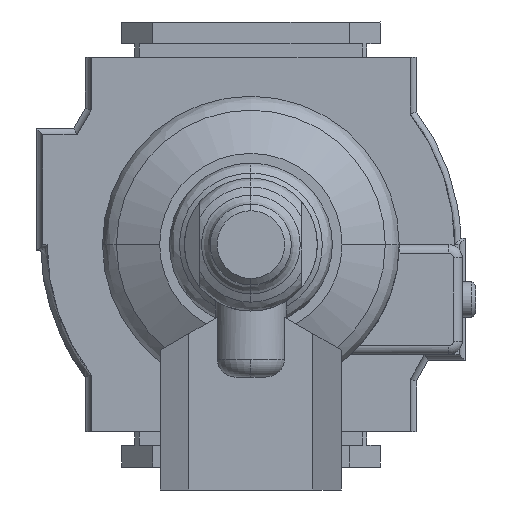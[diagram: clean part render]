
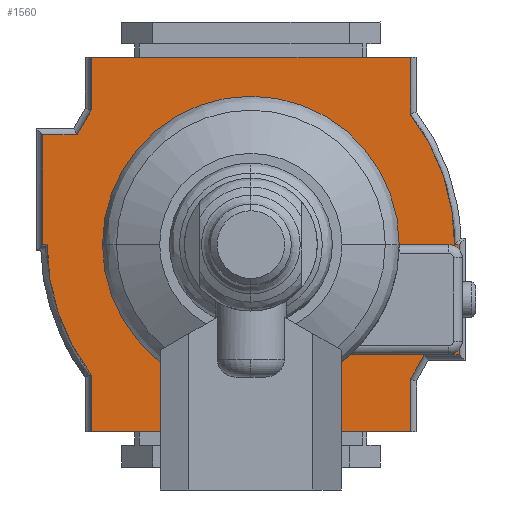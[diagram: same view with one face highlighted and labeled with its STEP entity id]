
A CAD part, front view. The second image highlights one B-rep face of the part: STEP entity #1560.
In plain terms, the highlighted face is planar.
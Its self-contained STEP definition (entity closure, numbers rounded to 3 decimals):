
#3 = ORIENTED_EDGE ( 'NONE', *, *, #786, .F. ) ;
#5 = PLANE ( 'NONE',  #8493 ) ;
#23 = VERTEX_POINT ( 'NONE', #3402 ) ;
#52 = LINE ( 'NONE', #4298, #8173 ) ;
#65 = LINE ( 'NONE', #6954, #3470 ) ;
#103 = CARTESIAN_POINT ( 'NONE',  ( -19.6, 30.9, -12.4 ) ) ;
#111 = CARTESIAN_POINT ( 'NONE',  ( 23., 30.9, 0. ) ) ;
#217 = CIRCLE ( 'NONE', #5964, 24.2 ) ;
#438 = ORIENTED_EDGE ( 'NONE', *, *, #6911, .F. ) ;
#547 = ORIENTED_EDGE ( 'NONE', *, *, #2706, .F. ) ;
#549 = CIRCLE ( 'NONE', #4718, 24.2 ) ;
#564 = VERTEX_POINT ( 'NONE', #7654 ) ;
#593 = DIRECTION ( 'NONE',  ( 0., 1., 0. ) ) ;
#690 = VECTOR ( 'NONE', #6070, 1000. ) ;
#695 = DIRECTION ( 'NONE',  ( -1., 0., 0. ) ) ;
#731 = ORIENTED_EDGE ( 'NONE', *, *, #8618, .F. ) ;
#786 = EDGE_CURVE ( 'NONE', #4726, #8061, #6706, .T. ) ;
#838 = DIRECTION ( 'NONE',  ( 0., 0., 1. ) ) ;
#945 = CARTESIAN_POINT ( 'NONE',  ( -23.5, 30.9, -12.4 ) ) ;
#1077 = EDGE_CURVE ( 'NONE', #4134, #6548, #5122, .T. ) ;
#1115 = DIRECTION ( 'NONE',  ( 1., 0., 0. ) ) ;
#1170 = EDGE_CURVE ( 'NONE', #6298, #3705, #217, .T. ) ;
#1244 = CARTESIAN_POINT ( 'NONE',  ( 1.2, 30.9, 0. ) ) ;
#1312 = CARTESIAN_POINT ( 'NONE',  ( -19.6, 30.9, -12.4 ) ) ;
#1345 = VECTOR ( 'NONE', #8377, 1000. ) ;
#1461 = VERTEX_POINT ( 'NONE', #6274 ) ;
#1486 = DIRECTION ( 'NONE',  ( 1., 0., 0. ) ) ;
#1490 = EDGE_CURVE ( 'NONE', #8061, #4388, #4437, .T. ) ;
#1559 = LINE ( 'NONE', #7083, #8562 ) ;
#1560 = ADVANCED_FACE ( 'NONE', ( #2121 ), #5, .T. ) ;
#1561 = CARTESIAN_POINT ( 'NONE',  ( -18., 30.9, 14.731 ) ) ;
#1634 = ORIENTED_EDGE ( 'NONE', *, *, #1490, .F. ) ;
#1803 = EDGE_CURVE ( 'NONE', #3705, #1461, #3970, .T. ) ;
#1905 = LINE ( 'NONE', #5941, #6005 ) ;
#2059 = CARTESIAN_POINT ( 'NONE',  ( 18., 30.9, 21.125 ) ) ;
#2121 = FACE_OUTER_BOUND ( 'NONE', #4189, .T. ) ;
#2185 = VECTOR ( 'NONE', #838, 1000. ) ;
#2288 = VECTOR ( 'NONE', #1115, 1000. ) ;
#2480 = ORIENTED_EDGE ( 'NONE', *, *, #4126, .F. ) ;
#2508 = DIRECTION ( 'NONE',  ( 0., 0., 1. ) ) ;
#2549 = ORIENTED_EDGE ( 'NONE', *, *, #2806, .F. ) ;
#2551 = CARTESIAN_POINT ( 'NONE',  ( -23.5, 30.9, 0. ) ) ;
#2606 = LINE ( 'NONE', #1312, #4085 ) ;
#2661 = CARTESIAN_POINT ( 'NONE',  ( -18., 30.9, -21.125 ) ) ;
#2706 = EDGE_CURVE ( 'NONE', #1461, #5999, #3422, .T. ) ;
#2723 = DIRECTION ( 'NONE',  ( 0., 0., 1. ) ) ;
#2788 = CARTESIAN_POINT ( 'NONE',  ( 18., 30.9, 15.2 ) ) ;
#2806 = EDGE_CURVE ( 'NONE', #3007, #564, #6661, .T. ) ;
#2857 = VECTOR ( 'NONE', #2508, 1000. ) ;
#2995 = DIRECTION ( 'NONE',  ( 0., 0., -1. ) ) ;
#3007 = VERTEX_POINT ( 'NONE', #7102 ) ;
#3365 = DIRECTION ( 'NONE',  ( 0., -1., 0. ) ) ;
#3402 = CARTESIAN_POINT ( 'NONE',  ( -23., 30.9, 0. ) ) ;
#3407 = CARTESIAN_POINT ( 'NONE',  ( 19.6, 30.9, 12.4 ) ) ;
#3422 = LINE ( 'NONE', #7376, #2857 ) ;
#3470 = VECTOR ( 'NONE', #695, 1000. ) ;
#3651 = CARTESIAN_POINT ( 'NONE',  ( -18., 30.9, 21.125 ) ) ;
#3705 = VERTEX_POINT ( 'NONE', #111 ) ;
#3876 = ORIENTED_EDGE ( 'NONE', *, *, #8610, .F. ) ;
#3970 = LINE ( 'NONE', #6026, #4957 ) ;
#4023 = ORIENTED_EDGE ( 'NONE', *, *, #1803, .F. ) ;
#4085 = VECTOR ( 'NONE', #5470, 1000. ) ;
#4126 = EDGE_CURVE ( 'NONE', #6523, #8905, #1559, .T. ) ;
#4134 = VERTEX_POINT ( 'NONE', #7169 ) ;
#4150 = CARTESIAN_POINT ( 'NONE',  ( -1.2, 30.9, 0. ) ) ;
#4189 = EDGE_LOOP ( 'NONE', ( #4023, #6488, #7858, #2549, #438, #7249, #4524, #7177, #5237, #731, #2480, #4547, #1634, #3, #3876, #547 ) ) ;
#4298 = CARTESIAN_POINT ( 'NONE',  ( 18., 30.9, 21.125 ) ) ;
#4388 = VERTEX_POINT ( 'NONE', #2059 ) ;
#4437 = LINE ( 'NONE', #8353, #2185 ) ;
#4524 = ORIENTED_EDGE ( 'NONE', *, *, #7882, .F. ) ;
#4530 = CARTESIAN_POINT ( 'NONE',  ( -23.5, 30.9, -12.4 ) ) ;
#4547 = ORIENTED_EDGE ( 'NONE', *, *, #8718, .F. ) ;
#4620 = EDGE_CURVE ( 'NONE', #564, #6298, #5678, .T. ) ;
#4718 = AXIS2_PLACEMENT_3D ( 'NONE', #1244, #8015, #4727 ) ;
#4726 = VERTEX_POINT ( 'NONE', #3407 ) ;
#4727 = DIRECTION ( 'NONE',  ( -1., 0., 0. ) ) ;
#4819 = DIRECTION ( 'NONE',  ( -1., 0., 0. ) ) ;
#4925 = CARTESIAN_POINT ( 'NONE',  ( 18., 30.9, -21.125 ) ) ;
#4957 = VECTOR ( 'NONE', #6888, 1000. ) ;
#5076 = DIRECTION ( 'NONE',  ( 0., 0., -1. ) ) ;
#5122 = LINE ( 'NONE', #2551, #7075 ) ;
#5237 = ORIENTED_EDGE ( 'NONE', *, *, #5868, .F. ) ;
#5470 = DIRECTION ( 'NONE',  ( 0.496, 0., -0.868 ) ) ;
#5587 = DIRECTION ( 'NONE',  ( 0., 0., 1. ) ) ;
#5678 = LINE ( 'NONE', #4925, #7266 ) ;
#5749 = CARTESIAN_POINT ( 'NONE',  ( 18., 30.9, -14.731 ) ) ;
#5868 = EDGE_CURVE ( 'NONE', #23, #4134, #65, .T. ) ;
#5941 = CARTESIAN_POINT ( 'NONE',  ( 23.5, 30.9, 12.4 ) ) ;
#5964 = AXIS2_PLACEMENT_3D ( 'NONE', #4150, #3365, #1486 ) ;
#5999 = VERTEX_POINT ( 'NONE', #7040 ) ;
#6005 = VECTOR ( 'NONE', #8692, 1000. ) ;
#6026 = CARTESIAN_POINT ( 'NONE',  ( 23., 30.9, 0. ) ) ;
#6070 = DIRECTION ( 'NONE',  ( 1., 0., 0. ) ) ;
#6165 = LINE ( 'NONE', #6720, #1345 ) ;
#6251 = CARTESIAN_POINT ( 'NONE',  ( 19.6, 30.9, 12.4 ) ) ;
#6274 = CARTESIAN_POINT ( 'NONE',  ( 23.5, 30.9, 0. ) ) ;
#6298 = VERTEX_POINT ( 'NONE', #5749 ) ;
#6322 = VERTEX_POINT ( 'NONE', #7905 ) ;
#6488 = ORIENTED_EDGE ( 'NONE', *, *, #1170, .F. ) ;
#6523 = VERTEX_POINT ( 'NONE', #3651 ) ;
#6548 = VERTEX_POINT ( 'NONE', #945 ) ;
#6661 = LINE ( 'NONE', #2661, #690 ) ;
#6706 = LINE ( 'NONE', #6251, #6940 ) ;
#6720 = CARTESIAN_POINT ( 'NONE',  ( -18., 30.9, -15.2 ) ) ;
#6758 = CARTESIAN_POINT ( 'NONE',  ( 0., 30.9, 0. ) ) ;
#6805 = EDGE_CURVE ( 'NONE', #8456, #6322, #2606, .T. ) ;
#6888 = DIRECTION ( 'NONE',  ( 1., 0., 0. ) ) ;
#6911 = EDGE_CURVE ( 'NONE', #6322, #3007, #6165, .T. ) ;
#6940 = VECTOR ( 'NONE', #7722, 1000. ) ;
#6954 = CARTESIAN_POINT ( 'NONE',  ( -23., 30.9, 0. ) ) ;
#7040 = CARTESIAN_POINT ( 'NONE',  ( 23.5, 30.9, 12.4 ) ) ;
#7075 = VECTOR ( 'NONE', #5076, 1000. ) ;
#7083 = CARTESIAN_POINT ( 'NONE',  ( -18., 30.9, 21.125 ) ) ;
#7102 = CARTESIAN_POINT ( 'NONE',  ( -18., 30.9, -21.125 ) ) ;
#7169 = CARTESIAN_POINT ( 'NONE',  ( -23.5, 30.9, 0. ) ) ;
#7177 = ORIENTED_EDGE ( 'NONE', *, *, #1077, .F. ) ;
#7249 = ORIENTED_EDGE ( 'NONE', *, *, #6805, .F. ) ;
#7266 = VECTOR ( 'NONE', #5587, 1000. ) ;
#7376 = CARTESIAN_POINT ( 'NONE',  ( 23.5, 30.9, 0. ) ) ;
#7654 = CARTESIAN_POINT ( 'NONE',  ( 18., 30.9, -21.125 ) ) ;
#7722 = DIRECTION ( 'NONE',  ( -0.496, 0., 0.868 ) ) ;
#7858 = ORIENTED_EDGE ( 'NONE', *, *, #4620, .F. ) ;
#7882 = EDGE_CURVE ( 'NONE', #6548, #8456, #7942, .T. ) ;
#7905 = CARTESIAN_POINT ( 'NONE',  ( -18., 30.9, -15.2 ) ) ;
#7942 = LINE ( 'NONE', #4530, #2288 ) ;
#8015 = DIRECTION ( 'NONE',  ( 0., -1., 0. ) ) ;
#8061 = VERTEX_POINT ( 'NONE', #2788 ) ;
#8173 = VECTOR ( 'NONE', #4819, 1000. ) ;
#8353 = CARTESIAN_POINT ( 'NONE',  ( 18., 30.9, 15.2 ) ) ;
#8377 = DIRECTION ( 'NONE',  ( 0., 0., -1. ) ) ;
#8456 = VERTEX_POINT ( 'NONE', #103 ) ;
#8493 = AXIS2_PLACEMENT_3D ( 'NONE', #6758, #593, #2723 ) ;
#8562 = VECTOR ( 'NONE', #2995, 1000. ) ;
#8610 = EDGE_CURVE ( 'NONE', #5999, #4726, #1905, .T. ) ;
#8618 = EDGE_CURVE ( 'NONE', #8905, #23, #549, .T. ) ;
#8692 = DIRECTION ( 'NONE',  ( -1., 0., 0. ) ) ;
#8718 = EDGE_CURVE ( 'NONE', #4388, #6523, #52, .T. ) ;
#8905 = VERTEX_POINT ( 'NONE', #1561 ) ;
